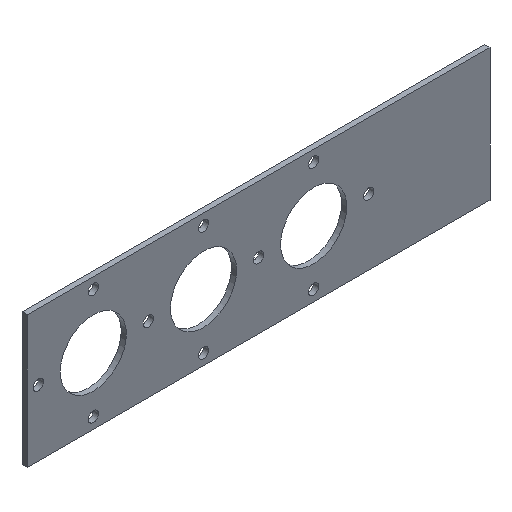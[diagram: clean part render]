
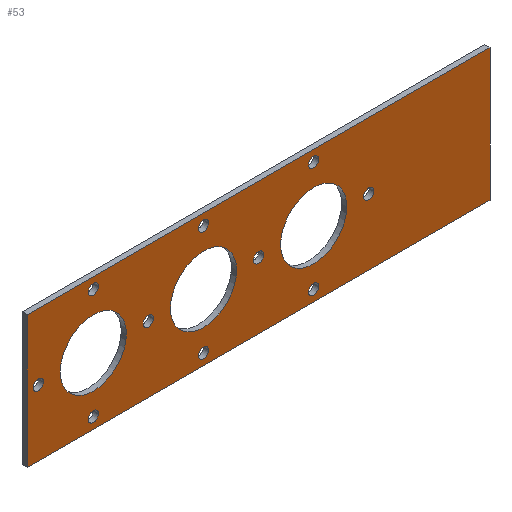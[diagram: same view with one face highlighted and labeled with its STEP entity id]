
A CAD part, isometric view. The second image highlights one B-rep face of the part: STEP entity #53.
In plain terms, the highlighted planar face has unit normal (0, -1, 0).
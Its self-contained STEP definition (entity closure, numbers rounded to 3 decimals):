
#53 = ADVANCED_FACE( '', ( #129, #130, #131, #132, #133, #134, #135, #136, #137, #138, #139, #140, #141, #142 ), #143, .F. );
#129 = FACE_BOUND( '', #232, .T. );
#130 = FACE_BOUND( '', #233, .T. );
#131 = FACE_BOUND( '', #234, .T. );
#132 = FACE_BOUND( '', #235, .T. );
#133 = FACE_BOUND( '', #236, .T. );
#134 = FACE_BOUND( '', #237, .T. );
#135 = FACE_BOUND( '', #238, .T. );
#136 = FACE_OUTER_BOUND( '', #239, .T. );
#137 = FACE_BOUND( '', #240, .T. );
#138 = FACE_BOUND( '', #241, .T. );
#139 = FACE_BOUND( '', #242, .T. );
#140 = FACE_BOUND( '', #243, .T. );
#141 = FACE_BOUND( '', #244, .T. );
#142 = FACE_BOUND( '', #245, .T. );
#143 = PLANE( '', #246 );
#232 = EDGE_LOOP( '', ( #345 ) );
#233 = EDGE_LOOP( '', ( #346 ) );
#234 = EDGE_LOOP( '', ( #347 ) );
#235 = EDGE_LOOP( '', ( #348 ) );
#236 = EDGE_LOOP( '', ( #349 ) );
#237 = EDGE_LOOP( '', ( #350 ) );
#238 = EDGE_LOOP( '', ( #351 ) );
#239 = EDGE_LOOP( '', ( #352, #353, #354, #355 ) );
#240 = EDGE_LOOP( '', ( #356 ) );
#241 = EDGE_LOOP( '', ( #357 ) );
#242 = EDGE_LOOP( '', ( #358 ) );
#243 = EDGE_LOOP( '', ( #359 ) );
#244 = EDGE_LOOP( '', ( #360 ) );
#245 = EDGE_LOOP( '', ( #361 ) );
#246 = AXIS2_PLACEMENT_3D( '', #362, #363, #364 );
#345 = ORIENTED_EDGE( '', *, *, #458, .T. );
#346 = ORIENTED_EDGE( '', *, *, #450, .F. );
#347 = ORIENTED_EDGE( '', *, *, #478, .F. );
#348 = ORIENTED_EDGE( '', *, *, #479, .F. );
#349 = ORIENTED_EDGE( '', *, *, #480, .F. );
#350 = ORIENTED_EDGE( '', *, *, #481, .F. );
#351 = ORIENTED_EDGE( '', *, *, #461, .F. );
#352 = ORIENTED_EDGE( '', *, *, #455, .F. );
#353 = ORIENTED_EDGE( '', *, *, #482, .F. );
#354 = ORIENTED_EDGE( '', *, *, #483, .F. );
#355 = ORIENTED_EDGE( '', *, *, #484, .F. );
#356 = ORIENTED_EDGE( '', *, *, #485, .F. );
#357 = ORIENTED_EDGE( '', *, *, #486, .F. );
#358 = ORIENTED_EDGE( '', *, *, #487, .F. );
#359 = ORIENTED_EDGE( '', *, *, #488, .F. );
#360 = ORIENTED_EDGE( '', *, *, #489, .F. );
#361 = ORIENTED_EDGE( '', *, *, #490, .F. );
#362 = CARTESIAN_POINT( '', ( 0., -1.5, 0. ) );
#363 = DIRECTION( '', ( 0., 1., 0. ) );
#364 = DIRECTION( '', ( 0., 0., 1. ) );
#450 = EDGE_CURVE( '', #507, #507, #508, .T. );
#455 = EDGE_CURVE( '', #515, #517, #518, .T. );
#458 = EDGE_CURVE( '', #521, #521, #522, .T. );
#461 = EDGE_CURVE( '', #526, #526, #527, .T. );
#478 = EDGE_CURVE( '', #557, #557, #558, .T. );
#479 = EDGE_CURVE( '', #559, #559, #560, .T. );
#480 = EDGE_CURVE( '', #561, #561, #562, .T. );
#481 = EDGE_CURVE( '', #563, #563, #564, .T. );
#482 = EDGE_CURVE( '', #565, #515, #566, .T. );
#483 = EDGE_CURVE( '', #567, #565, #568, .T. );
#484 = EDGE_CURVE( '', #517, #567, #569, .T. );
#485 = EDGE_CURVE( '', #570, #570, #571, .T. );
#486 = EDGE_CURVE( '', #572, #572, #573, .T. );
#487 = EDGE_CURVE( '', #574, #574, #575, .T. );
#488 = EDGE_CURVE( '', #576, #576, #577, .T. );
#489 = EDGE_CURVE( '', #578, #578, #579, .T. );
#490 = EDGE_CURVE( '', #580, #580, #581, .T. );
#507 = VERTEX_POINT( '', #598 );
#508 = CIRCLE( '', #599, 1.473 );
#515 = VERTEX_POINT( '', #607 );
#517 = VERTEX_POINT( '', #610 );
#518 = LINE( '', #611, #612 );
#521 = VERTEX_POINT( '', #616 );
#522 = CIRCLE( '', #617, 1.473 );
#526 = VERTEX_POINT( '', #621 );
#527 = CIRCLE( '', #622, 1.473 );
#557 = VERTEX_POINT( '', #655 );
#558 = CIRCLE( '', #656, 1.473 );
#559 = VERTEX_POINT( '', #657 );
#560 = CIRCLE( '', #658, 9.525 );
#561 = VERTEX_POINT( '', #659 );
#562 = CIRCLE( '', #660, 9.525 );
#563 = VERTEX_POINT( '', #661 );
#564 = CIRCLE( '', #662, 1.473 );
#565 = VERTEX_POINT( '', #663 );
#566 = LINE( '', #664, #665 );
#567 = VERTEX_POINT( '', #666 );
#568 = LINE( '', #667, #668 );
#569 = LINE( '', #669, #670 );
#570 = VERTEX_POINT( '', #671 );
#571 = CIRCLE( '', #672, 1.473 );
#572 = VERTEX_POINT( '', #673 );
#573 = CIRCLE( '', #674, 1.473 );
#574 = VERTEX_POINT( '', #675 );
#575 = CIRCLE( '', #676, 9.525 );
#576 = VERTEX_POINT( '', #677 );
#577 = CIRCLE( '', #678, 1.473 );
#578 = VERTEX_POINT( '', #679 );
#579 = CIRCLE( '', #680, 1.473 );
#580 = VERTEX_POINT( '', #681 );
#581 = CIRCLE( '', #682, 1.473 );
#598 = CARTESIAN_POINT( '', ( -30.277, -1.5, 0. ) );
#599 = AXIS2_PLACEMENT_3D( '', #700, #701, #702 );
#607 = CARTESIAN_POINT( '', ( 66.675, -1.5, 19.05 ) );
#610 = CARTESIAN_POINT( '', ( 66.675, -1.5, -19.05 ) );
#611 = CARTESIAN_POINT( '', ( 66.675, -1.5, 19.05 ) );
#612 = VECTOR( '', #708, 1000. );
#616 = CARTESIAN_POINT( '', ( -0.008, -1.5, 1.473 ) );
#617 = AXIS2_PLACEMENT_3D( '', #710, #711, #712 );
#621 = CARTESIAN_POINT( '', ( 17.348, -1.5, -15.875 ) );
#622 = AXIS2_PLACEMENT_3D( '', #716, #717, #718 );
#655 = CARTESIAN_POINT( '', ( -14.405, -1.5, 15.875 ) );
#656 = AXIS2_PLACEMENT_3D( '', #755, #756, #757 );
#657 = CARTESIAN_POINT( '', ( 25.4, -1.5, 0. ) );
#658 = AXIS2_PLACEMENT_3D( '', #758, #759, #760 );
#659 = CARTESIAN_POINT( '', ( -6.35, -1.5, 0. ) );
#660 = AXIS2_PLACEMENT_3D( '', #761, #762, #763 );
#661 = CARTESIAN_POINT( '', ( -46.152, -1.5, -15.875 ) );
#662 = AXIS2_PLACEMENT_3D( '', #764, #765, #766 );
#663 = CARTESIAN_POINT( '', ( -66.675, -1.5, 19.05 ) );
#664 = CARTESIAN_POINT( '', ( -66.675, -1.5, 19.05 ) );
#665 = VECTOR( '', #767, 1000. );
#666 = CARTESIAN_POINT( '', ( -66.675, -1.5, -19.05 ) );
#667 = CARTESIAN_POINT( '', ( -66.675, -1.5, -19.05 ) );
#668 = VECTOR( '', #768, 1000. );
#669 = CARTESIAN_POINT( '', ( 66.675, -1.5, -19.05 ) );
#670 = VECTOR( '', #769, 1000. );
#671 = CARTESIAN_POINT( '', ( 17.348, -1.5, 15.875 ) );
#672 = AXIS2_PLACEMENT_3D( '', #770, #771, #772 );
#673 = CARTESIAN_POINT( '', ( -62.027, -1.5, 0. ) );
#674 = AXIS2_PLACEMENT_3D( '', #773, #774, #775 );
#675 = CARTESIAN_POINT( '', ( -38.1, -1.5, 0. ) );
#676 = AXIS2_PLACEMENT_3D( '', #776, #777, #778 );
#677 = CARTESIAN_POINT( '', ( -46.152, -1.5, 15.875 ) );
#678 = AXIS2_PLACEMENT_3D( '', #779, #780, #781 );
#679 = CARTESIAN_POINT( '', ( -14.402, -1.5, -15.875 ) );
#680 = AXIS2_PLACEMENT_3D( '', #782, #783, #784 );
#681 = CARTESIAN_POINT( '', ( 33.223, -1.5, 0. ) );
#682 = AXIS2_PLACEMENT_3D( '', #785, #786, #787 );
#700 = CARTESIAN_POINT( '', ( -31.75, -1.5, 0. ) );
#701 = DIRECTION( '', ( 0., -1., 0. ) );
#702 = DIRECTION( '', ( 1., 0., 0. ) );
#708 = DIRECTION( '', ( 0., 0., -1. ) );
#710 = CARTESIAN_POINT( '', ( -0.008, -1.5, 0. ) );
#711 = DIRECTION( '', ( 0., 1., 0. ) );
#712 = DIRECTION( '', ( 0., 0., 1. ) );
#716 = CARTESIAN_POINT( '', ( 15.875, -1.5, -15.875 ) );
#717 = DIRECTION( '', ( 0., -1., 0. ) );
#718 = DIRECTION( '', ( 1., 0., 0. ) );
#755 = CARTESIAN_POINT( '', ( -15.878, -1.5, 15.875 ) );
#756 = DIRECTION( '', ( 0., -1., 0. ) );
#757 = DIRECTION( '', ( 1., 0., 0. ) );
#758 = CARTESIAN_POINT( '', ( 15.875, -1.5, 0. ) );
#759 = DIRECTION( '', ( 0., -1., 0. ) );
#760 = DIRECTION( '', ( 1., 0., 0. ) );
#761 = CARTESIAN_POINT( '', ( -15.875, -1.5, 0. ) );
#762 = DIRECTION( '', ( 0., -1., 0. ) );
#763 = DIRECTION( '', ( 1., 0., 0. ) );
#764 = CARTESIAN_POINT( '', ( -47.625, -1.5, -15.875 ) );
#765 = DIRECTION( '', ( 0., -1., 0. ) );
#766 = DIRECTION( '', ( 1., 0., 0. ) );
#767 = DIRECTION( '', ( 1., 0., 0. ) );
#768 = DIRECTION( '', ( 0., 0., 1. ) );
#769 = DIRECTION( '', ( -1., 0., 0. ) );
#770 = CARTESIAN_POINT( '', ( 15.875, -1.5, 15.875 ) );
#771 = DIRECTION( '', ( 0., -1., 0. ) );
#772 = DIRECTION( '', ( 1., 0., 0. ) );
#773 = CARTESIAN_POINT( '', ( -63.5, -1.5, 0. ) );
#774 = DIRECTION( '', ( 0., -1., 0. ) );
#775 = DIRECTION( '', ( 1., 0., 0. ) );
#776 = CARTESIAN_POINT( '', ( -47.625, -1.5, 0. ) );
#777 = DIRECTION( '', ( 0., -1., 0. ) );
#778 = DIRECTION( '', ( 1., 0., 0. ) );
#779 = CARTESIAN_POINT( '', ( -47.625, -1.5, 15.875 ) );
#780 = DIRECTION( '', ( 0., -1., 0. ) );
#781 = DIRECTION( '', ( 1., 0., 0. ) );
#782 = CARTESIAN_POINT( '', ( -15.875, -1.5, -15.875 ) );
#783 = DIRECTION( '', ( 0., -1., 0. ) );
#784 = DIRECTION( '', ( 1., 0., 0. ) );
#785 = CARTESIAN_POINT( '', ( 31.75, -1.5, 0. ) );
#786 = DIRECTION( '', ( 0., -1., 0. ) );
#787 = DIRECTION( '', ( 1., 0., 0. ) );
